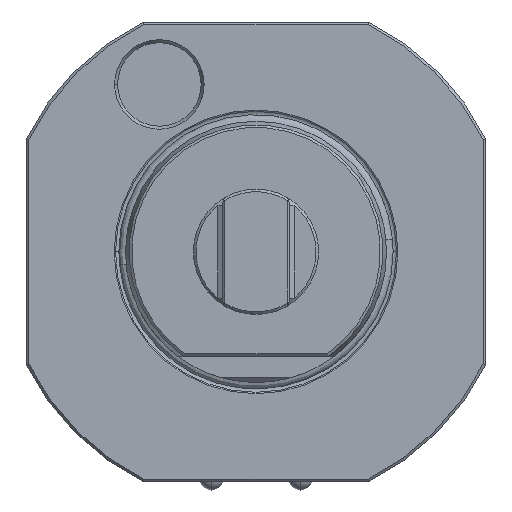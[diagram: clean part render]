
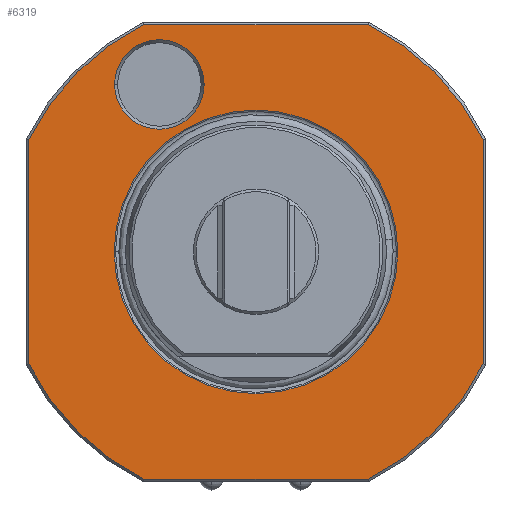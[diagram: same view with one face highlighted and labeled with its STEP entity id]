
A CAD part, left-side view. The second image highlights one B-rep face of the part: STEP entity #6319.
In plain terms, the highlighted planar face has unit normal (-1, 0, 0).
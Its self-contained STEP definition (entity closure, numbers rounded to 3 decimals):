
#206=CARTESIAN_POINT('',(-80.5,0.,0.));
#207=DIRECTION('',(1.,0.,0.));
#208=DIRECTION('',(0.,-0.897,-0.442));
#209=AXIS2_PLACEMENT_3D('',#206,#207,#208);
#211=DIRECTION('',(0.,-1.,0.));
#212=VECTOR('',#211,42.896);
#213=CARTESIAN_POINT('',(-80.5,21.448,-43.5));
#214=LINE('',#213,#212);
#215=CARTESIAN_POINT('',(-80.5,0.,0.));
#216=DIRECTION('',(1.,0.,0.));
#217=DIRECTION('',(0.,0.442,-0.897));
#218=AXIS2_PLACEMENT_3D('',#215,#216,#217);
#220=DIRECTION('',(0.,0.,-1.));
#221=VECTOR('',#220,42.896);
#222=CARTESIAN_POINT('',(-80.5,43.5,21.448));
#223=LINE('',#222,#221);
#224=CARTESIAN_POINT('',(-80.5,0.,0.));
#225=DIRECTION('',(1.,0.,0.));
#226=DIRECTION('',(0.,0.897,0.442));
#227=AXIS2_PLACEMENT_3D('',#224,#225,#226);
#229=DIRECTION('',(0.,1.,0.));
#230=VECTOR('',#229,42.896);
#231=CARTESIAN_POINT('',(-80.5,-21.448,43.5));
#232=LINE('',#231,#230);
#233=CARTESIAN_POINT('',(-80.5,0.,0.));
#234=DIRECTION('',(1.,0.,0.));
#235=DIRECTION('',(0.,-0.442,0.897));
#236=AXIS2_PLACEMENT_3D('',#233,#234,#235);
#238=DIRECTION('',(0.,0.,1.));
#239=VECTOR('',#238,42.896);
#240=CARTESIAN_POINT('',(-80.5,-43.5,
-21.448));
#241=LINE('',#240,#239);
#242=CARTESIAN_POINT('',(-80.5,0.,0.));
#243=DIRECTION('',(1.,0.,0.));
#244=DIRECTION('',(0.,-1.,0.));
#245=AXIS2_PLACEMENT_3D('',#242,#243,#244);
#247=CARTESIAN_POINT('',(-80.5,0.,0.));
#248=DIRECTION('',(1.,0.,0.));
#249=DIRECTION('',(0.,1.,0.));
#250=AXIS2_PLACEMENT_3D('',#247,#248,#249);
#252=CARTESIAN_POINT('',(-80.5,18.5,32.043));
#253=DIRECTION('',(1.,0.,0.));
#254=DIRECTION('',(0.,-1.,0.));
#255=AXIS2_PLACEMENT_3D('',#252,#253,#254);
#257=CARTESIAN_POINT('',(-80.5,18.5,32.043));
#258=DIRECTION('',(1.,0.,0.));
#259=DIRECTION('',(0.,1.,0.));
#260=AXIS2_PLACEMENT_3D('',#257,#258,#259);
#5534=CARTESIAN_POINT('',(-80.5,-27.15,0.));
#5535=CARTESIAN_POINT('',(-80.5,27.15,0.));
#5536=VERTEX_POINT('',#5534);
#5537=VERTEX_POINT('',#5535);
#5538=CARTESIAN_POINT('',(-80.5,9.923,32.043));
#5539=CARTESIAN_POINT('',(-80.5,27.077,32.043));
#5540=VERTEX_POINT('',#5538);
#5541=VERTEX_POINT('',#5539);
#5542=CARTESIAN_POINT('',(-80.5,-43.5,-21.448));
#5543=CARTESIAN_POINT('',(-80.5,-21.448,-43.5));
#5544=VERTEX_POINT('',#5542);
#5545=VERTEX_POINT('',#5543);
#5550=CARTESIAN_POINT('',(-80.5,-21.449,43.501));
#5551=CARTESIAN_POINT('',(-80.5,-43.501,21.449));
#5552=VERTEX_POINT('',#5550);
#5553=VERTEX_POINT('',#5551);
#5578=CARTESIAN_POINT('',(-80.5,43.501,21.449));
#5579=CARTESIAN_POINT('',(-80.5,21.449,43.501));
#5580=VERTEX_POINT('',#5578);
#5581=VERTEX_POINT('',#5579);
#5586=CARTESIAN_POINT('',(-80.5,21.448,-43.5));
#5587=CARTESIAN_POINT('',(-80.5,43.5,-21.448));
#5588=VERTEX_POINT('',#5586);
#5589=VERTEX_POINT('',#5587);
#6285=CARTESIAN_POINT('',(-80.5,0.,0.));
#6286=DIRECTION('',(-1.,0.,0.));
#6287=DIRECTION('',(0.,1.,0.));
#6288=AXIS2_PLACEMENT_3D('',#6285,#6286,#6287);
#6289=PLANE('',#6288);
#6291=ORIENTED_EDGE('',*,*,#6290,.T.);
#6293=ORIENTED_EDGE('',*,*,#6292,.F.);
#6295=ORIENTED_EDGE('',*,*,#6294,.T.);
#6297=ORIENTED_EDGE('',*,*,#6296,.F.);
#6299=ORIENTED_EDGE('',*,*,#6298,.T.);
#6301=ORIENTED_EDGE('',*,*,#6300,.F.);
#6302=ORIENTED_EDGE('',*,*,#6275,.T.);
#6304=ORIENTED_EDGE('',*,*,#6303,.F.);
#6305=EDGE_LOOP('',(#6291,#6293,#6295,#6297,#6299,#6301,#6302,#6304));
#6306=FACE_OUTER_BOUND('',#6305,.F.);
#6308=ORIENTED_EDGE('',*,*,#6307,.F.);
#6310=ORIENTED_EDGE('',*,*,#6309,.F.);
#6311=EDGE_LOOP('',(#6308,#6310));
#6312=FACE_BOUND('',#6311,.F.);
#6314=ORIENTED_EDGE('',*,*,#6313,.F.);
#6316=ORIENTED_EDGE('',*,*,#6315,.F.);
#6317=EDGE_LOOP('',(#6314,#6316));
#6318=FACE_BOUND('',#6317,.F.);
#210=CIRCLE('',#209,48.501);
#219=CIRCLE('',#218,48.501);
#228=CIRCLE('',#227,48.501);
#237=CIRCLE('',#236,48.501);
#246=CIRCLE('',#245,27.15);
#251=CIRCLE('',#250,27.15);
#256=CIRCLE('',#255,8.577);
#261=CIRCLE('',#260,8.577);
#6275=EDGE_CURVE('',#5552,#5553,#237,.T.);
#6290=EDGE_CURVE('',#5544,#5545,#210,.T.);
#6292=EDGE_CURVE('',#5588,#5545,#214,.T.);
#6294=EDGE_CURVE('',#5588,#5589,#219,.T.);
#6296=EDGE_CURVE('',#5580,#5589,#223,.T.);
#6298=EDGE_CURVE('',#5580,#5581,#228,.T.);
#6300=EDGE_CURVE('',#5552,#5581,#232,.T.);
#6303=EDGE_CURVE('',#5544,#5553,#241,.T.);
#6307=EDGE_CURVE('',#5536,#5537,#246,.T.);
#6309=EDGE_CURVE('',#5537,#5536,#251,.T.);
#6313=EDGE_CURVE('',#5540,#5541,#256,.T.);
#6315=EDGE_CURVE('',#5541,#5540,#261,.T.);
#6319=ADVANCED_FACE('',(#6306,#6312,#6318),#6289,.T.);
